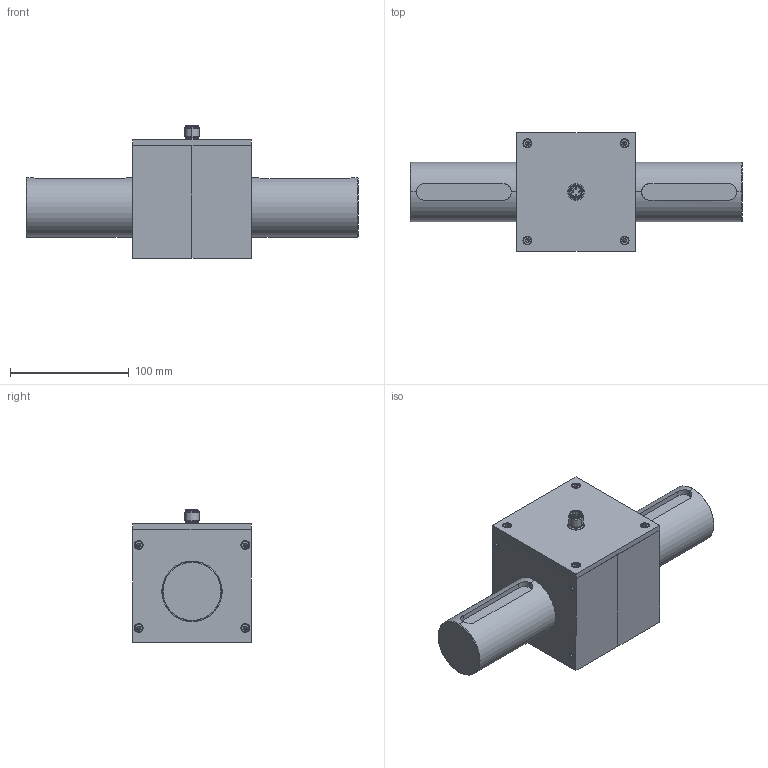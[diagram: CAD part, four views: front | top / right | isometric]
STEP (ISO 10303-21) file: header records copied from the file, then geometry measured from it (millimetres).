
FILE_DESCRIPTION(('STEP AP214'),'1');
FILE_NAME('RT8 1000 to 5000 Nm.stp','2019-10-08T12:57:32',(' '),(' '),'Spatial InterOp 3D',' ',' ');
FILE_SCHEMA(('automotive_design'));
Length unit declared in the file: millimetre
Products named in the file (26): RT8 1000 to 5000 Nm; Body R; Body L; Shaft; Shaft Geometry; Serie Copy 2; BENE INOX  210201-4X10; BENE INOX  210201-4X10 Copy; Serie Copy; Serie Copy 3; BENE INOX  210201-4X10 Copy 2; BENE INOX  210201-4X10 Copy 3; Disegno4; Screw M4 L=10; Serie Copy 5; Disegno4 Copy; Screw M4 L=10 Copy; Serie Copy 4; Disegno4 Copy 2; Screw M4 L=10 Copy 2; Serie Copy 6; Disegno4 Copy 3; Screw M4 L=10 Copy 3; COVER; COVER Geometry; Disegno8
Assembly tree (25 placements, depth 5):
  RT8 1000 to 5000 Nm
    Body R
    Body L
    Shaft
      Shaft Geometry
    Serie Copy
      Serie Copy 2
        BENE INOX  210201-4X10
        BENE INOX  210201-4X10 Copy
      Serie Copy 3
        BENE INOX  210201-4X10 Copy 2
        BENE INOX  210201-4X10 Copy 3
    Serie Copy 4
      Serie Copy 5
        Disegno4
          Screw M4 L=10
        Disegno4 Copy
          Screw M4 L=10 Copy
      Serie Copy 6
        Disegno4 Copy 2
          Screw M4 L=10 Copy 2
        Disegno4 Copy 3
          Screw M4 L=10 Copy 3
    COVER
      COVER Geometry
      Disegno8
Bounding box: 280 x 100.02 x 111.94 mm (x, y, z)
Volume: 1260426.6 mm3; surface area: 152984.7 mm2
Topology: 15 solids, 27 shells, 546 faces, 1385 edges, 903 vertices
Faces by surface type: cylinder 180, plane 158, cone 144, torus 64
Entity records: 21856 total; most frequent: CARTESIAN_POINT 3263, DIRECTION 3136, ORIENTED_EDGE 2626, EDGE_CURVE 1337, AXIS2_PLACEMENT_3D 1286, VERTEX_POINT 903, CIRCLE 702, EDGE_LOOP 640
